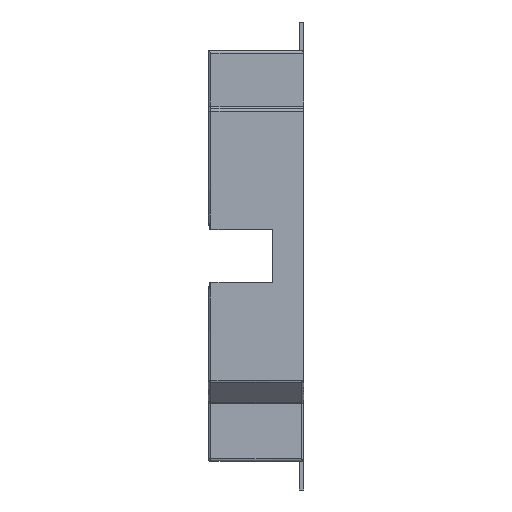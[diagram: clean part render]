
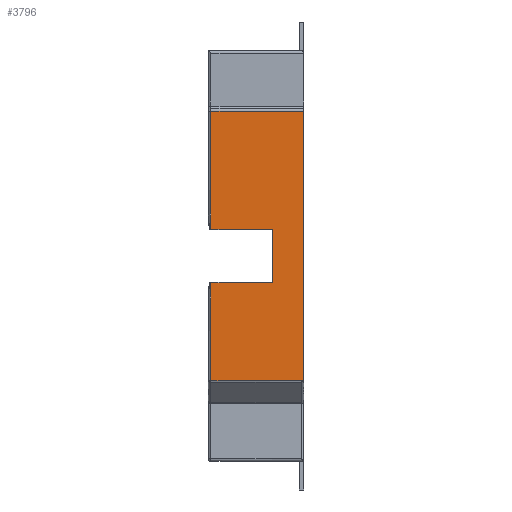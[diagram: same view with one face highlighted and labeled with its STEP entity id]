
A CAD part, left-side view. The second image highlights one B-rep face of the part: STEP entity #3796.
In plain terms, the highlighted planar face has unit normal (-1, 0, 0).
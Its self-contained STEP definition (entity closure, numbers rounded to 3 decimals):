
#48=ELLIPSE('',#3957,0.212,0.15);
#370=FACE_OUTER_BOUND('',#595,.T.);
#595=EDGE_LOOP('',(#3385,#3386,#3387,#3388,#3389,#3390,#3391,#3392,#3393));
#736=LINE('',#5849,#1105);
#739=LINE('',#5853,#1108);
#769=LINE('',#6123,#1138);
#772=LINE('',#6128,#1141);
#820=LINE('',#6521,#1189);
#875=LINE('',#6691,#1244);
#878=LINE('',#6701,#1247);
#911=LINE('',#6781,#1280);
#1105=VECTOR('',#4594,10.);
#1108=VECTOR('',#4599,10.);
#1138=VECTOR('',#4725,10.);
#1141=VECTOR('',#4732,10.);
#1189=VECTOR('',#4888,10.);
#1244=VECTOR('',#5041,10.);
#1247=VECTOR('',#5052,10.);
#1280=VECTOR('',#5133,10.);
#1609=VERTEX_POINT('',#5770);
#1619=VERTEX_POINT('',#5818);
#1620=VERTEX_POINT('',#5820);
#1630=VERTEX_POINT('',#5845);
#1643=VERTEX_POINT('',#6020);
#1662=VERTEX_POINT('',#6112);
#1665=VERTEX_POINT('',#6119);
#1779=VERTEX_POINT('',#6689);
#1782=VERTEX_POINT('',#6700);
#2019=EDGE_CURVE('',#1619,#1620,#48,.T.);
#2033=EDGE_CURVE('',#1620,#1630,#736,.T.);
#2036=EDGE_CURVE('',#1630,#1609,#739,.T.);
#2096=EDGE_CURVE('',#1662,#1665,#769,.T.);
#2099=EDGE_CURVE('',#1643,#1662,#772,.T.);
#2180=EDGE_CURVE('',#1619,#1665,#820,.T.);
#2266=EDGE_CURVE('',#1779,#1643,#875,.T.);
#2271=EDGE_CURVE('',#1609,#1782,#878,.T.);
#2314=EDGE_CURVE('',#1782,#1779,#911,.T.);
#3385=ORIENTED_EDGE('',*,*,#2019,.F.);
#3386=ORIENTED_EDGE('',*,*,#2180,.T.);
#3387=ORIENTED_EDGE('',*,*,#2096,.F.);
#3388=ORIENTED_EDGE('',*,*,#2099,.F.);
#3389=ORIENTED_EDGE('',*,*,#2266,.F.);
#3390=ORIENTED_EDGE('',*,*,#2314,.F.);
#3391=ORIENTED_EDGE('',*,*,#2271,.F.);
#3392=ORIENTED_EDGE('',*,*,#2036,.F.);
#3393=ORIENTED_EDGE('',*,*,#2033,.F.);
#3592=PLANE('',#4199);
#3796=ADVANCED_FACE('',(#370),#3592,.T.);
#3957=AXIS2_PLACEMENT_3D('',#5821,#4562,#4563);
#4199=AXIS2_PLACEMENT_3D('',#6935,#5287,#5288);
#4562=DIRECTION('center_axis',(1.,0.,0.));
#4563=DIRECTION('ref_axis',(0.,0.,
-1.));
#4594=DIRECTION('',(0.,1.,0.));
#4599=DIRECTION('',(0.,0.,1.));
#4725=DIRECTION('',(0.,-1.,0.));
#4732=DIRECTION('',(0.,0.,1.));
#4888=DIRECTION('',(0.,0.,1.));
#5041=DIRECTION('',(0.,1.,0.));
#5052=DIRECTION('',(0.,-1.,0.));
#5133=DIRECTION('',(0.,0.,1.));
#5287=DIRECTION('center_axis',(-1.,0.,0.));
#5288=DIRECTION('ref_axis',(0.,0.,1.));
#5770=CARTESIAN_POINT('',(0.,5.35,-10.052));
#5818=CARTESIAN_POINT('',(0.,0.,-15.538));
#5820=CARTESIAN_POINT('',(0.,0.044,-15.688));
#5821=CARTESIAN_POINT('Origin',(0.,0.15,-15.538));
#5845=CARTESIAN_POINT('',(0.,5.35,-15.688));
#5849=CARTESIAN_POINT('',(0.,0.,-15.688));
#5853=CARTESIAN_POINT('',(0.,5.35,-15.311));
#6020=CARTESIAN_POINT('',(0.,5.35,-6.948));
#6112=CARTESIAN_POINT('',(0.,5.35,-0.15));
#6119=CARTESIAN_POINT('',(0.,0.,-0.15));
#6123=CARTESIAN_POINT('',(0.,0.,-0.15));
#6128=CARTESIAN_POINT('',(0.,5.35,-8.939));
#6521=CARTESIAN_POINT('',(0.,0.,-17.));
#6689=CARTESIAN_POINT('',(0.,1.8,-6.948));
#6691=CARTESIAN_POINT('',(0.,0.,-6.948));
#6700=CARTESIAN_POINT('',(0.,1.8,-10.052));
#6701=CARTESIAN_POINT('',(0.,0.,-10.052));
#6781=CARTESIAN_POINT('',(0.,1.8,-17.));
#6935=CARTESIAN_POINT('Origin',(0.,0.,-15.75));
